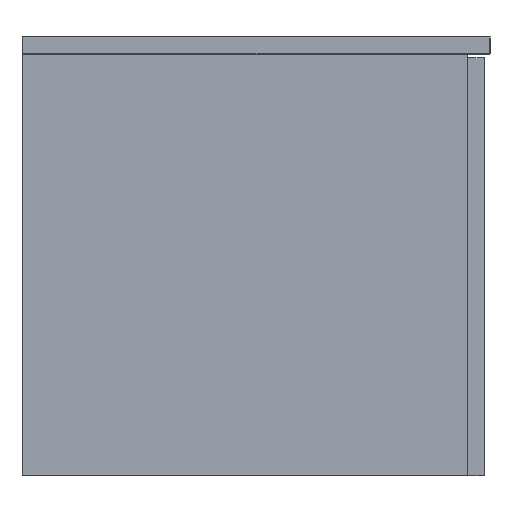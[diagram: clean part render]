
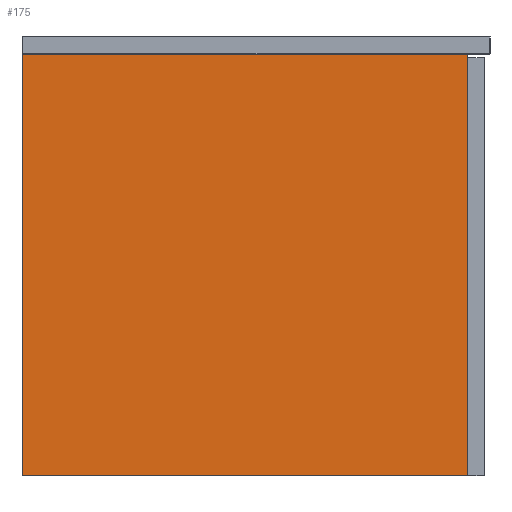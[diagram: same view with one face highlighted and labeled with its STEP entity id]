
A CAD part, left-side view. The second image highlights one B-rep face of the part: STEP entity #175.
In plain terms, the highlighted planar face has unit normal (-1, 0, 0).
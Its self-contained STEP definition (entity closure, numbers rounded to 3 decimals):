
#175=ADVANCED_FACE('',(#236),#907,.T.);
#236=FACE_OUTER_BOUND('',#297,.T.);
#297=EDGE_LOOP('',(#401,#402,#403,#404));
#401=ORIENTED_EDGE('',*,*,#621,.F.);
#402=ORIENTED_EDGE('',*,*,#622,.F.);
#403=ORIENTED_EDGE('',*,*,#618,.F.);
#404=ORIENTED_EDGE('',*,*,#620,.F.);
#618=EDGE_CURVE('',#837,#838,#740,.T.);
#620=EDGE_CURVE('',#839,#837,#742,.T.);
#621=EDGE_CURVE('',#840,#839,#743,.T.);
#622=EDGE_CURVE('',#838,#840,#744,.T.);
#740=B_SPLINE_CURVE_WITH_KNOTS('',1,(#1424,#1425),.UNSPECIFIED.,.F.,.F.,
(2,2),(0.,476.),.UNSPECIFIED.);
#742=B_SPLINE_CURVE_WITH_KNOTS('',1,(#1428,#1429),.UNSPECIFIED.,.F.,.F.,
(2,2),(-450.,0.),.UNSPECIFIED.);
#743=B_SPLINE_CURVE_WITH_KNOTS('',1,(#1430,#1431),.UNSPECIFIED.,.F.,.F.,
(2,2),(-476.,0.),.UNSPECIFIED.);
#744=B_SPLINE_CURVE_WITH_KNOTS('',1,(#1432,#1433),.UNSPECIFIED.,.F.,.F.,
(2,2),(-450.,0.),.UNSPECIFIED.);
#837=VERTEX_POINT('',#1410);
#838=VERTEX_POINT('',#1411);
#839=VERTEX_POINT('',#1412);
#840=VERTEX_POINT('',#1413);
#907=PLANE('',#1158);
#1158=AXIS2_PLACEMENT_3D('',#1402,#1242,$);
#1242=DIRECTION('',(-1.,0.,0.));
#1402=CARTESIAN_POINT('',(-371.5,-270.,-47.6));
#1410=CARTESIAN_POINT('',(-371.5,225.,0.));
#1411=CARTESIAN_POINT('',(-371.5,225.,476.));
#1412=CARTESIAN_POINT('',(-371.5,-225.,0.));
#1413=CARTESIAN_POINT('',(-371.5,-225.,476.));
#1424=CARTESIAN_POINT('',(-371.5,225.,0.));
#1425=CARTESIAN_POINT('',(-371.5,225.,476.));
#1428=CARTESIAN_POINT('',(-371.5,-225.,0.));
#1429=CARTESIAN_POINT('',(-371.5,225.,0.));
#1430=CARTESIAN_POINT('',(-371.5,-225.,476.));
#1431=CARTESIAN_POINT('',(-371.5,-225.,0.));
#1432=CARTESIAN_POINT('',(-371.5,225.,476.));
#1433=CARTESIAN_POINT('',(-371.5,-225.,476.));
